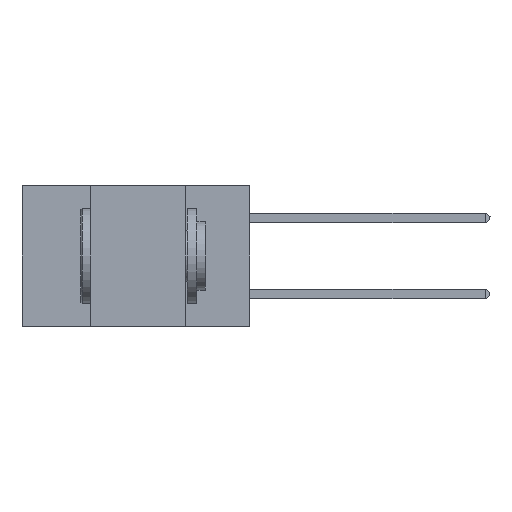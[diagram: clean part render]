
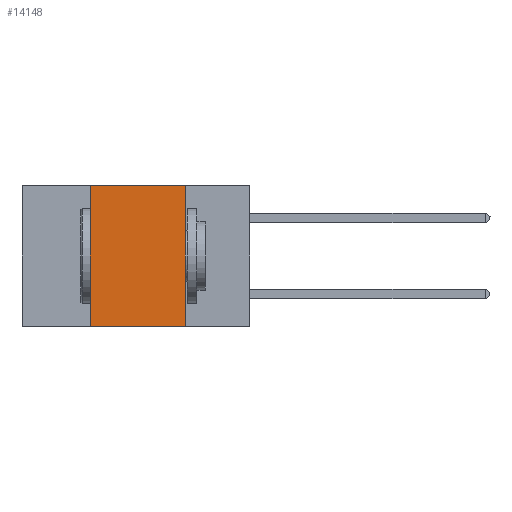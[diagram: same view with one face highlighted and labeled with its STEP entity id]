
A CAD part, left-side view. The second image highlights one B-rep face of the part: STEP entity #14148.
In plain terms, the highlighted planar face has unit normal (-1, 0, 0).
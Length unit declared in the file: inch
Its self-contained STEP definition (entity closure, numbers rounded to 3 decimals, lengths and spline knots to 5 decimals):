
#274 = EDGE_CURVE ( 'NONE', #22986, #24865, #11129, .T. ) ;
#1627 = CARTESIAN_POINT ( 'NONE',  ( 0., 0.6, 0. ) ) ;
#1659 = CARTESIAN_POINT ( 'NONE',  ( 0., 0.6, 0. ) ) ;
#4172 = FACE_OUTER_BOUND ( 'NONE', #5571, .T. ) ;
#4812 = LINE ( 'NONE', #15897, #17904 ) ;
#5571 = EDGE_LOOP ( 'NONE', ( #11345, #24375, #22534, #21024 ) ) ;
#5595 = CARTESIAN_POINT ( 'NONE',  ( 0., 0.42, 0. ) ) ;
#7718 = CARTESIAN_POINT ( 'NONE',  ( 0., 0.17, 0. ) ) ;
#10134 = LINE ( 'NONE', #1627, #16388 ) ;
#10432 = VECTOR ( 'NONE', #28413, 39.37008 ) ;
#11129 = LINE ( 'NONE', #14580, #10432 ) ;
#11345 = ORIENTED_EDGE ( 'NONE', *, *, #23036, .F. ) ;
#12666 = DIRECTION ( 'NONE',  ( 0., 0., -1. ) ) ;
#12672 = CARTESIAN_POINT ( 'NONE',  ( 0., 0.17, -0.37 ) ) ;
#12849 = EDGE_CURVE ( 'NONE', #26116, #21295, #10134, .T. ) ;
#13361 = CARTESIAN_POINT ( 'NONE',  ( 0., 0.17, 0. ) ) ;
#14148 = ADVANCED_FACE ( 'NONE', ( #4172 ), #28202, .F. ) ;
#14517 = DIRECTION ( 'NONE',  ( 0., -1., 0. ) ) ;
#14580 = CARTESIAN_POINT ( 'NONE',  ( 0., 0.6, -0.37 ) ) ;
#15897 = CARTESIAN_POINT ( 'NONE',  ( 0., 0.42, 0. ) ) ;
#16388 = VECTOR ( 'NONE', #14517, 39.37008 ) ;
#16689 = DIRECTION ( 'NONE',  ( 0., 0., -1. ) ) ;
#17904 = VECTOR ( 'NONE', #20513, 39.37008 ) ;
#20513 = DIRECTION ( 'NONE',  ( 0., 0., 1. ) ) ;
#20744 = CARTESIAN_POINT ( 'NONE',  ( 0., 0.42, -0.37 ) ) ;
#21024 = ORIENTED_EDGE ( 'NONE', *, *, #274, .T. ) ;
#21295 = VERTEX_POINT ( 'NONE', #13361 ) ;
#21428 = EDGE_CURVE ( 'NONE', #22986, #26116, #4812, .T. ) ;
#22249 = LINE ( 'NONE', #7718, #22623 ) ;
#22534 = ORIENTED_EDGE ( 'NONE', *, *, #21428, .F. ) ;
#22623 = VECTOR ( 'NONE', #16689, 39.37008 ) ;
#22986 = VERTEX_POINT ( 'NONE', #20744 ) ;
#23036 = EDGE_CURVE ( 'NONE', #21295, #24865, #22249, .T. ) ;
#23444 = AXIS2_PLACEMENT_3D ( 'NONE', #1659, #23458, #12666 ) ;
#23458 = DIRECTION ( 'NONE',  ( 1., 0., 0. ) ) ;
#24375 = ORIENTED_EDGE ( 'NONE', *, *, #12849, .F. ) ;
#24865 = VERTEX_POINT ( 'NONE', #12672 ) ;
#26116 = VERTEX_POINT ( 'NONE', #5595 ) ;
#28202 = PLANE ( 'NONE',  #23444 ) ;
#28413 = DIRECTION ( 'NONE',  ( 0., -1., 0. ) ) ;
